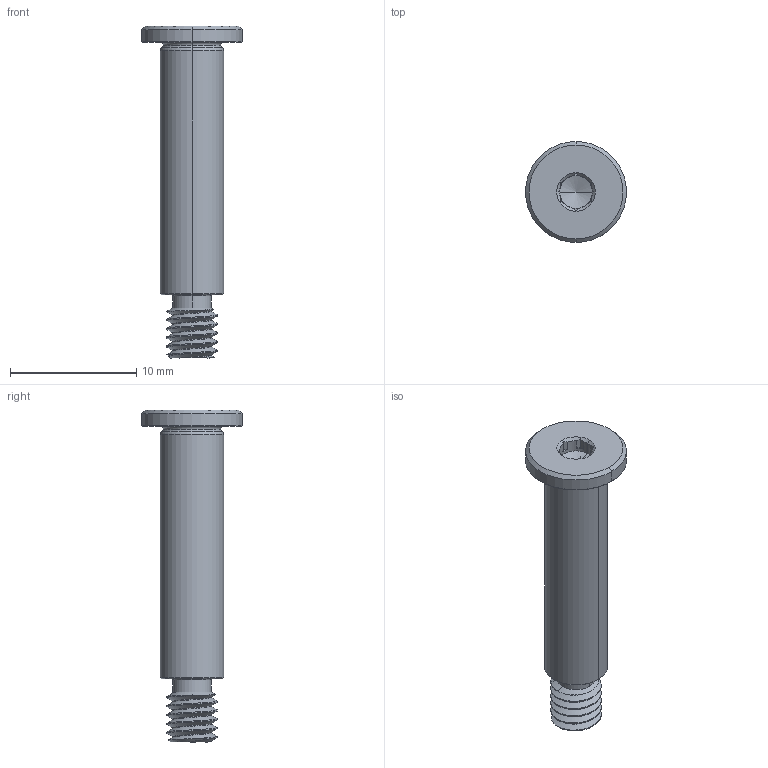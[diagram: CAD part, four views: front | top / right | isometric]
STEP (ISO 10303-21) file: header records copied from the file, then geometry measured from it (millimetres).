
FILE_DESCRIPTION (( 'STEP AP203' ), '1' );
FILE_NAME ('90318A840_Ultra-Low-Profile Precision Shoulder Screw.STEP', '2024-08-15T17:05:42', ( 'Administrator' ), ( 'Managed by Terraform' ), 'SwSTEP 2.0', 'SolidWorks 2017', '' );
FILE_SCHEMA (( 'CONFIG_CONTROL_DESIGN' ));
Length unit declared in the file: millimetre
Products named in the file (1): 90318A840_Ultra-Low-Profile Precision Shoulder Screw
Bounding box: 8 x 8 x 26.3 mm (x, y, z)
Volume: 494.9 mm3; surface area: 541.6 mm2
Topology: 1 solids, 1 shells, 73 faces, 187 edges, 117 vertices
Faces by surface type: cylinder 25, plane 22, cone 15, torus 8, bspline 3
Entity records: 3107 total; most frequent: CARTESIAN_POINT 1349, ORIENTED_EDGE 370, DIRECTION 344, EDGE_CURVE 185, AXIS2_PLACEMENT_3D 138, VERTEX_POINT 117, EDGE_LOOP 76, FACE_OUTER_BOUND 73
